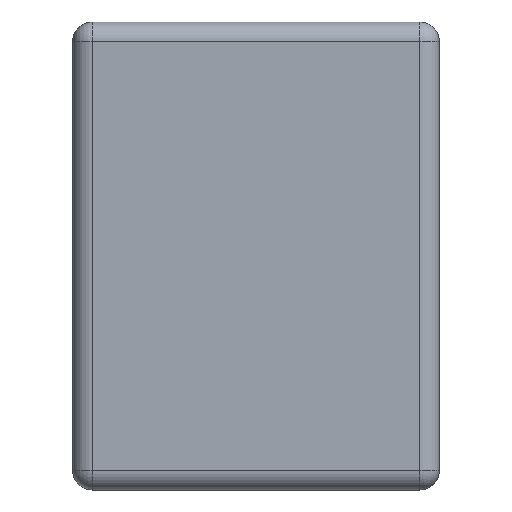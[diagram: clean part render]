
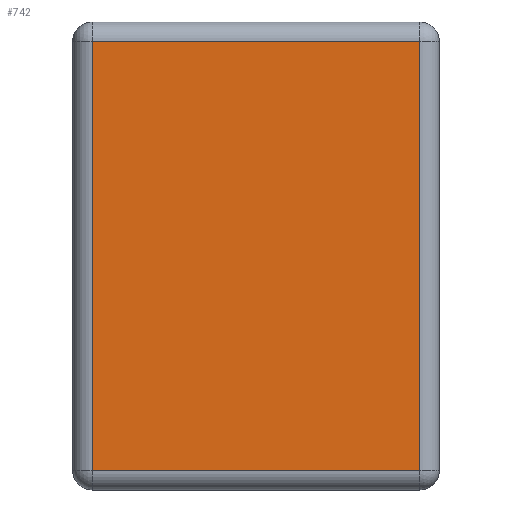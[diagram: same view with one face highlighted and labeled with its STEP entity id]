
A CAD part, left-side view. The second image highlights one B-rep face of the part: STEP entity #742.
In plain terms, the highlighted planar face has unit normal (-1, 0, 0).
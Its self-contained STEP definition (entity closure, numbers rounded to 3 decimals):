
#91 = DIRECTION ( 'NONE',  ( 0., 0., 1. ) ) ;
#92 = VECTOR ( 'NONE', #91, 1000. ) ;
#93 = CARTESIAN_POINT ( 'NONE',  ( -1., 0.05, 0.6 ) ) ;
#94 = LINE ( 'NONE', #93, #92 ) ;
#96 = CARTESIAN_POINT ( 'NONE',  ( -1., 0.05, -0.55 ) ) ;
#97 = DIRECTION ( 'NONE',  ( 0., -1., 0. ) ) ;
#98 = VECTOR ( 'NONE', #97, 1000. ) ;
#99 = CARTESIAN_POINT ( 'NONE',  ( -1., 0.94, -0.55 ) ) ;
#100 = LINE ( 'NONE', #99, #98 ) ;
#145 = FACE_OUTER_BOUND ( 'NONE', #743, .T. ) ;
#173 = CARTESIAN_POINT ( 'NONE',  ( -1., 0.89, 0.55 ) ) ;
#174 = CARTESIAN_POINT ( 'NONE',  ( -1., 0.05, 0.55 ) ) ;
#175 = DIRECTION ( 'NONE',  ( 0., 1., 0. ) ) ;
#176 = VECTOR ( 'NONE', #175, 1000. ) ;
#177 = CARTESIAN_POINT ( 'NONE',  ( -1., 0.94, 0.55 ) ) ;
#178 = LINE ( 'NONE', #177, #176 ) ;
#179 = DIRECTION ( 'NONE',  ( 0., 0., -1. ) ) ;
#180 = DIRECTION ( 'NONE',  ( 1., 0., 0. ) ) ;
#181 = CARTESIAN_POINT ( 'NONE',  ( -1., 0.94, 0.6 ) ) ;
#182 = AXIS2_PLACEMENT_3D ( 'NONE', #181, #180, #179 ) ;
#183 = PLANE ( 'NONE',  #182 ) ;
#227 = CARTESIAN_POINT ( 'NONE',  ( -1., 0.89, -0.55 ) ) ;
#228 = DIRECTION ( 'NONE',  ( 0., 0., -1. ) ) ;
#229 = VECTOR ( 'NONE', #228, 1000. ) ;
#230 = CARTESIAN_POINT ( 'NONE',  ( -1., 0.89, 0.6 ) ) ;
#231 = LINE ( 'NONE', #230, #229 ) ;
#724 = ORIENTED_EDGE ( 'NONE', *, *, #725, .T. ) ;
#725 = EDGE_CURVE ( 'NONE', #750, #726, #100, .T. ) ;
#726 = VERTEX_POINT ( 'NONE', #96 ) ;
#727 = ORIENTED_EDGE ( 'NONE', *, *, #728, .T. ) ;
#728 = EDGE_CURVE ( 'NONE', #726, #746, #94, .T. ) ;
#742 = ADVANCED_FACE ( 'NONE', ( #145 ), #183, .F. ) ;
#743 = EDGE_LOOP ( 'NONE', ( #744, #748, #724, #727 ) ) ;
#744 = ORIENTED_EDGE ( 'NONE', *, *, #745, .T. ) ;
#745 = EDGE_CURVE ( 'NONE', #746, #747, #178, .T. ) ;
#746 = VERTEX_POINT ( 'NONE', #174 ) ;
#747 = VERTEX_POINT ( 'NONE', #173 ) ;
#748 = ORIENTED_EDGE ( 'NONE', *, *, #749, .T. ) ;
#749 = EDGE_CURVE ( 'NONE', #747, #750, #231, .T. ) ;
#750 = VERTEX_POINT ( 'NONE', #227 ) ;
